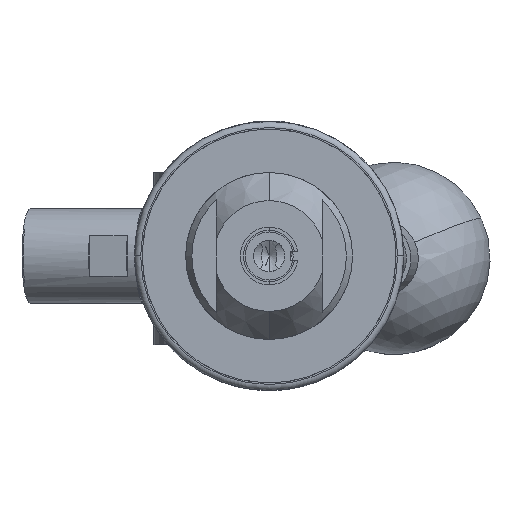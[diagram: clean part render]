
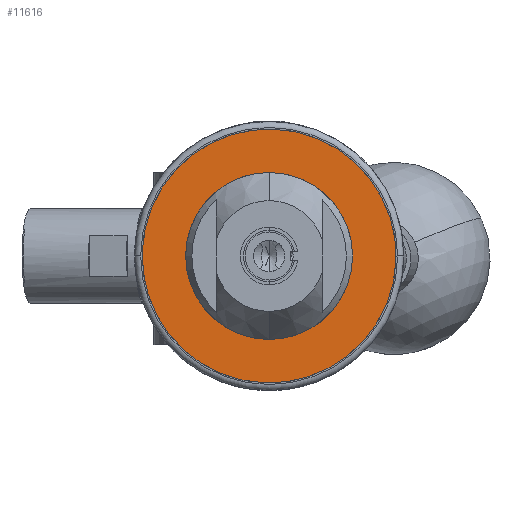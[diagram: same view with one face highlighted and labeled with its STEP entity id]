
A CAD part, left-side view. The second image highlights one B-rep face of the part: STEP entity #11616.
In plain terms, the highlighted planar face has unit normal (-1, 0, 0).
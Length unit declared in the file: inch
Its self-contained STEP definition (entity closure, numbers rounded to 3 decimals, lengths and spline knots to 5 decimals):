
#76 = EDGE_CURVE ( 'NONE', #2632, #17156, #12878, .T. ) ;
#498 = DIRECTION ( 'NONE',  ( 1., 0., 0. ) ) ;
#669 = CARTESIAN_POINT ( 'NONE',  ( -4.364, -0.55613, 0.60938 ) ) ;
#2455 = DIRECTION ( 'NONE',  ( 1., 0., 0. ) ) ;
#2493 = CARTESIAN_POINT ( 'NONE',  ( -4.364, 0.55613, -0.60938 ) ) ;
#2598 = ORIENTED_EDGE ( 'NONE', *, *, #76, .F. ) ;
#2632 = VERTEX_POINT ( 'NONE', #669 ) ;
#3117 = AXIS2_PLACEMENT_3D ( 'NONE', #15704, #7710, #10225 ) ;
#3131 = CIRCLE ( 'NONE', #4516, 0.5425 ) ;
#3624 = AXIS2_PLACEMENT_3D ( 'NONE', #12558, #498, #15197 ) ;
#4167 = EDGE_CURVE ( 'NONE', #17156, #2632, #15116, .T. ) ;
#4516 = AXIS2_PLACEMENT_3D ( 'NONE', #5336, #9272, #16068 ) ;
#5204 = VERTEX_POINT ( 'NONE', #9686 ) ;
#5336 = CARTESIAN_POINT ( 'NONE',  ( -4.364, 0., 0. ) ) ;
#5577 = CARTESIAN_POINT ( 'NONE',  ( -4.364, 0., 0. ) ) ;
#5810 = CARTESIAN_POINT ( 'NONE',  ( -4.364, 0., 0. ) ) ;
#6149 = AXIS2_PLACEMENT_3D ( 'NONE', #5810, #15223, #8192 ) ;
#6205 = AXIS2_PLACEMENT_3D ( 'NONE', #5577, #2455, #7795 ) ;
#6365 = ORIENTED_EDGE ( 'NONE', *, *, #16500, .T. ) ;
#7710 = DIRECTION ( 'NONE',  ( 1., 0., 0. ) ) ;
#7795 = DIRECTION ( 'NONE',  ( 0., 0.674, -0.739 ) ) ;
#7951 = EDGE_LOOP ( 'NONE', ( #2598, #12808 ) ) ;
#8192 = DIRECTION ( 'NONE',  ( 0., 0.674, -0.739 ) ) ;
#9272 = DIRECTION ( 'NONE',  ( 1., 0., 0. ) ) ;
#9686 = CARTESIAN_POINT ( 'NONE',  ( -4.364, 0.3657, -0.40071 ) ) ;
#9957 = VERTEX_POINT ( 'NONE', #13775 ) ;
#10225 = DIRECTION ( 'NONE',  ( 0., 0.674, -0.739 ) ) ;
#11616 = ADVANCED_FACE ( 'NONE', ( #11836, #16139 ), #11732, .F. ) ;
#11732 = PLANE ( 'NONE',  #6205 ) ;
#11836 = FACE_OUTER_BOUND ( 'NONE', #7951, .T. ) ;
#12558 = CARTESIAN_POINT ( 'NONE',  ( -4.364, 0., 0. ) ) ;
#12808 = ORIENTED_EDGE ( 'NONE', *, *, #4167, .F. ) ;
#12878 = CIRCLE ( 'NONE', #3624, 0.825 ) ;
#13775 = CARTESIAN_POINT ( 'NONE',  ( -4.364, -0.3657, 0.40071 ) ) ;
#15116 = CIRCLE ( 'NONE', #6149, 0.825 ) ;
#15197 = DIRECTION ( 'NONE',  ( 0., 0.674, -0.739 ) ) ;
#15223 = DIRECTION ( 'NONE',  ( 1., 0., 0. ) ) ;
#15391 = EDGE_LOOP ( 'NONE', ( #17329, #6365 ) ) ;
#15704 = CARTESIAN_POINT ( 'NONE',  ( -4.364, 0., 0. ) ) ;
#15719 = CIRCLE ( 'NONE', #3117, 0.5425 ) ;
#16068 = DIRECTION ( 'NONE',  ( 0., 0.674, -0.739 ) ) ;
#16139 = FACE_BOUND ( 'NONE', #15391, .T. ) ;
#16320 = EDGE_CURVE ( 'NONE', #5204, #9957, #15719, .T. ) ;
#16500 = EDGE_CURVE ( 'NONE', #9957, #5204, #3131, .T. ) ;
#17156 = VERTEX_POINT ( 'NONE', #2493 ) ;
#17329 = ORIENTED_EDGE ( 'NONE', *, *, #16320, .T. ) ;
